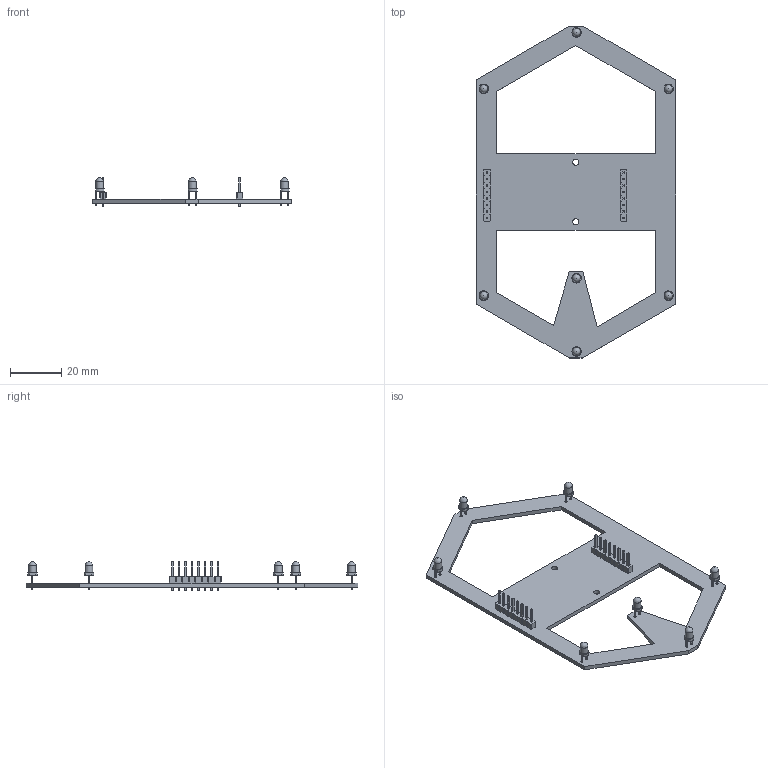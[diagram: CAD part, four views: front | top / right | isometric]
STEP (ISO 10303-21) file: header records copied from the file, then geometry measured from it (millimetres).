
FILE_DESCRIPTION(('KiCad electronic assembly'),'2;1');
FILE_NAME('multiplexed 7 segment.step','2025-11-20T21:09:28',('Pcbnew'), ('Kicad'),'Open CASCADE STEP processor 7.6','KiCad to STEP converter', 'Unknown');
FILE_SCHEMA(('AUTOMOTIVE_DESIGN { 1 0 10303 214 1 1 1 1 }'));
Length unit declared in the file: millimetre
Products named in the file (6): multiplexed 7 segment 1; PinHeader_1x08_P2.54mm_Vertical; SOLID; LED_D3.0mm; multiplexed 7 segment PCB
Assembly tree (12 placements, depth 3):
  multiplexed 7 segment 1
    PinHeader_1x08_P2.54mm_Vertical  x2
      SOLID
    LED_D3.0mm  x7
      SOLID
    multiplexed 7 segment PCB
Bounding box: 77.98 x 130.05 x 11.54 mm (x, y, z)
Volume: 8102.9 mm3; surface area: 12154.7 mm2
Topology: 10 solids, 10 shells, 559 faces, 1358 edges, 858 vertices
Faces by surface type: plane 506, cylinder 46, sphere 7
Full cylindrical faces by diameter (mm): 0.9 x14, 1 x16, 2.4 x2, 3 x7
Entity records: 18464 total; most frequent: CARTESIAN_POINT 3124, DIRECTION 2565, LINE 1860, VECTOR 1860, ORIENTED_EDGE 1334, PCURVE 1334, DEFINITIONAL_REPRESENTATION 1334, EDGE_CURVE 667
